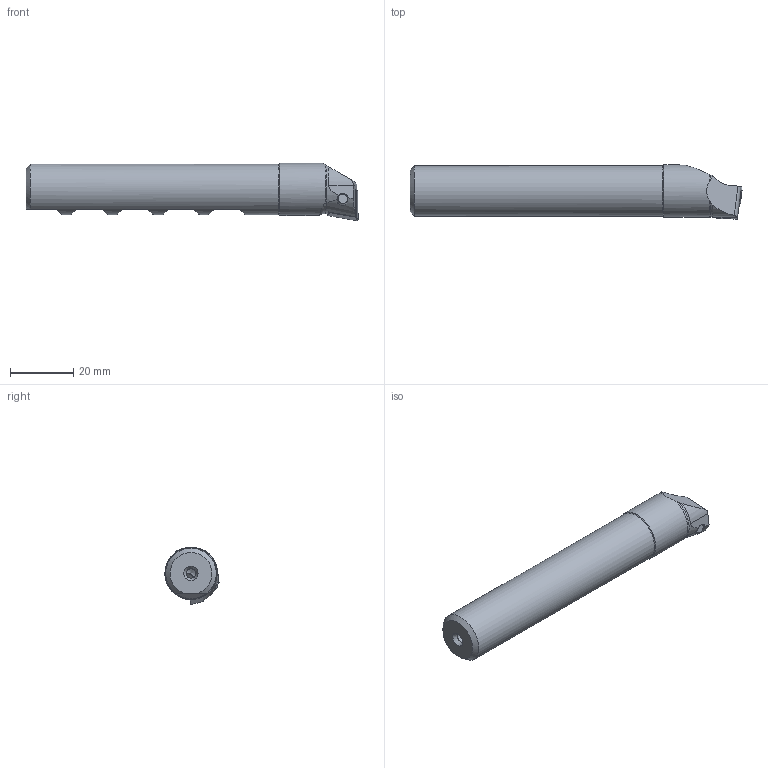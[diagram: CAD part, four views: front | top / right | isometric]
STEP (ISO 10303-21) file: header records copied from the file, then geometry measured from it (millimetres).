
FILE_DESCRIPTION (( 'STEP AP214' ), '1' );
FILE_NAME ('B20.WCB.K11.105.STEP', '2020-08-13T14:06:28', ( '' ), ( '' ), 'SwSTEP 2.0', 'SolidWorks 2017', '' );
FILE_SCHEMA (( 'AUTOMOTIVE_DESIGN' ));
Length unit declared in the file: millimetre
Products named in the file (4): B20.WCB.K11.105; WCB-ER2.001.009_A; CCMT09T304; B20-WCB.K11.105_B
Assembly tree (3 placements, depth 2):
  B20.WCB.K11.105
    B20-WCB.K11.105_B
    CCMT09T304
    WCB-ER2.001.009_A
Bounding box: 105 x 17.14 x 18.12 mm (x, y, z)
Volume: 18408.4 mm3; surface area: 6837.2 mm2
Topology: 3 solids, 3 shells, 120 faces, 313 edges, 193 vertices
Faces by surface type: plane 45, cylinder 28, cone 28, bspline 13, torus 5, sphere 1
Full cylindrical faces by diameter (mm): 3 x2, 3.3 x2, 4 x1, 4.4 x1, 5.25 x1, 6.1 x1, 16 x1
Entity records: 4106 total; most frequent: CARTESIAN_POINT 1454, ORIENTED_EDGE 548, DIRECTION 452, EDGE_CURVE 274, VERTEX_POINT 182, AXIS2_PLACEMENT_3D 174, EDGE_LOOP 146, FACE_OUTER_BOUND 132
